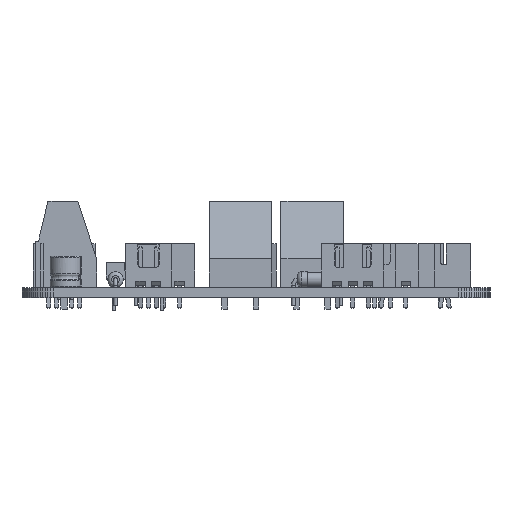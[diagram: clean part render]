
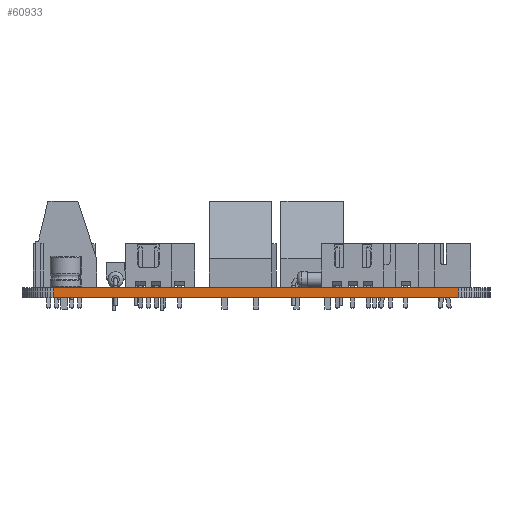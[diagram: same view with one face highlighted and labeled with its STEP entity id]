
A CAD part, front view. The second image highlights one B-rep face of the part: STEP entity #60933.
In plain terms, the highlighted planar face has unit normal (0, -1, 0).
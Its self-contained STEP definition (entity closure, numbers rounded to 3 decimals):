
#48047 = PLANE('',#48048);
#48048 = AXIS2_PLACEMENT_3D('',#48049,#48050,#48051);
#48049 = CARTESIAN_POINT('',(137.5,-115.,1.6));
#48050 = DIRECTION('',(-0.,-0.,-1.));
#48051 = DIRECTION('',(-1.,0.,0.));
#48101 = PLANE('',#48102);
#48102 = AXIS2_PLACEMENT_3D('',#48103,#48104,#48105);
#48103 = CARTESIAN_POINT('',(137.5,-115.,0.));
#48104 = DIRECTION('',(-0.,-0.,-1.));
#48105 = DIRECTION('',(-1.,0.,0.));
#49190 = VERTEX_POINT('',#49191);
#49191 = CARTESIAN_POINT('',(170.,-150.,0.));
#49205 = PLANE('',#49206);
#49206 = AXIS2_PLACEMENT_3D('',#49207,#49208,#49209);
#49207 = CARTESIAN_POINT('',(170.436,-149.981,0.));
#49208 = DIRECTION('',(0.044,-0.999,0.));
#49209 = DIRECTION('',(-0.999,-0.044,0.));
#49217 = EDGE_CURVE('',#49190,#49218,#49220,.T.);
#49218 = VERTEX_POINT('',#49219);
#49219 = CARTESIAN_POINT('',(105.,-150.,0.));
#49220 = SURFACE_CURVE('',#49221,(#49225,#49232),.PCURVE_S1.);
#49221 = LINE('',#49222,#49223);
#49222 = CARTESIAN_POINT('',(170.,-150.,0.));
#49223 = VECTOR('',#49224,1.);
#49224 = DIRECTION('',(-1.,0.,0.));
#49225 = PCURVE('',#48101,#49226);
#49226 = DEFINITIONAL_REPRESENTATION('',(#49227),#49231);
#49227 = LINE('',#49228,#49229);
#49228 = CARTESIAN_POINT('',(-32.5,-35.));
#49229 = VECTOR('',#49230,1.);
#49230 = DIRECTION('',(1.,0.));
#49231 = ( GEOMETRIC_REPRESENTATION_CONTEXT(2) 
PARAMETRIC_REPRESENTATION_CONTEXT() REPRESENTATION_CONTEXT('2D SPACE',''
  ) );
#49232 = PCURVE('',#49233,#49238);
#49233 = PLANE('',#49234);
#49234 = AXIS2_PLACEMENT_3D('',#49235,#49236,#49237);
#49235 = CARTESIAN_POINT('',(170.,-150.,0.));
#49236 = DIRECTION('',(0.,-1.,0.));
#49237 = DIRECTION('',(-1.,0.,0.));
#49238 = DEFINITIONAL_REPRESENTATION('',(#49239),#49243);
#49239 = LINE('',#49240,#49241);
#49240 = CARTESIAN_POINT('',(0.,-0.));
#49241 = VECTOR('',#49242,1.);
#49242 = DIRECTION('',(1.,0.));
#49243 = ( GEOMETRIC_REPRESENTATION_CONTEXT(2) 
PARAMETRIC_REPRESENTATION_CONTEXT() REPRESENTATION_CONTEXT('2D SPACE',''
  ) );
#49261 = PLANE('',#49262);
#49262 = AXIS2_PLACEMENT_3D('',#49263,#49264,#49265);
#49263 = CARTESIAN_POINT('',(105.,-150.,0.));
#49264 = DIRECTION('',(-0.044,-0.999,0.));
#49265 = DIRECTION('',(-0.999,0.044,0.));
#54883 = VERTEX_POINT('',#54884);
#54884 = CARTESIAN_POINT('',(170.,-150.,1.6));
#54905 = EDGE_CURVE('',#54883,#54906,#54908,.T.);
#54906 = VERTEX_POINT('',#54907);
#54907 = CARTESIAN_POINT('',(105.,-150.,1.6));
#54908 = SURFACE_CURVE('',#54909,(#54913,#54920),.PCURVE_S1.);
#54909 = LINE('',#54910,#54911);
#54910 = CARTESIAN_POINT('',(170.,-150.,1.6));
#54911 = VECTOR('',#54912,1.);
#54912 = DIRECTION('',(-1.,0.,0.));
#54913 = PCURVE('',#48047,#54914);
#54914 = DEFINITIONAL_REPRESENTATION('',(#54915),#54919);
#54915 = LINE('',#54916,#54917);
#54916 = CARTESIAN_POINT('',(-32.5,-35.));
#54917 = VECTOR('',#54918,1.);
#54918 = DIRECTION('',(1.,0.));
#54919 = ( GEOMETRIC_REPRESENTATION_CONTEXT(2) 
PARAMETRIC_REPRESENTATION_CONTEXT() REPRESENTATION_CONTEXT('2D SPACE',''
  ) );
#54920 = PCURVE('',#49233,#54921);
#54921 = DEFINITIONAL_REPRESENTATION('',(#54922),#54926);
#54922 = LINE('',#54923,#54924);
#54923 = CARTESIAN_POINT('',(0.,-1.6));
#54924 = VECTOR('',#54925,1.);
#54925 = DIRECTION('',(1.,0.));
#54926 = ( GEOMETRIC_REPRESENTATION_CONTEXT(2) 
PARAMETRIC_REPRESENTATION_CONTEXT() REPRESENTATION_CONTEXT('2D SPACE',''
  ) );
#60885 = EDGE_CURVE('',#49190,#54883,#60886,.T.);
#60886 = SURFACE_CURVE('',#60887,(#60891,#60898),.PCURVE_S1.);
#60887 = LINE('',#60888,#60889);
#60888 = CARTESIAN_POINT('',(170.,-150.,0.));
#60889 = VECTOR('',#60890,1.);
#60890 = DIRECTION('',(0.,0.,1.));
#60891 = PCURVE('',#49205,#60892);
#60892 = DEFINITIONAL_REPRESENTATION('',(#60893),#60897);
#60893 = LINE('',#60894,#60895);
#60894 = CARTESIAN_POINT('',(0.436,0.));
#60895 = VECTOR('',#60896,1.);
#60896 = DIRECTION('',(0.,-1.));
#60897 = ( GEOMETRIC_REPRESENTATION_CONTEXT(2) 
PARAMETRIC_REPRESENTATION_CONTEXT() REPRESENTATION_CONTEXT('2D SPACE',''
  ) );
#60898 = PCURVE('',#49233,#60899);
#60899 = DEFINITIONAL_REPRESENTATION('',(#60900),#60904);
#60900 = LINE('',#60901,#60902);
#60901 = CARTESIAN_POINT('',(0.,-0.));
#60902 = VECTOR('',#60903,1.);
#60903 = DIRECTION('',(0.,-1.));
#60904 = ( GEOMETRIC_REPRESENTATION_CONTEXT(2) 
PARAMETRIC_REPRESENTATION_CONTEXT() REPRESENTATION_CONTEXT('2D SPACE',''
  ) );
#60933 = ADVANCED_FACE('',(#60934),#49233,.T.);
#60934 = FACE_BOUND('',#60935,.T.);
#60935 = EDGE_LOOP('',(#60936,#60937,#60938,#60959));
#60936 = ORIENTED_EDGE('',*,*,#60885,.T.);
#60937 = ORIENTED_EDGE('',*,*,#54905,.T.);
#60938 = ORIENTED_EDGE('',*,*,#60939,.F.);
#60939 = EDGE_CURVE('',#49218,#54906,#60940,.T.);
#60940 = SURFACE_CURVE('',#60941,(#60945,#60952),.PCURVE_S1.);
#60941 = LINE('',#60942,#60943);
#60942 = CARTESIAN_POINT('',(105.,-150.,0.));
#60943 = VECTOR('',#60944,1.);
#60944 = DIRECTION('',(0.,0.,1.));
#60945 = PCURVE('',#49233,#60946);
#60946 = DEFINITIONAL_REPRESENTATION('',(#60947),#60951);
#60947 = LINE('',#60948,#60949);
#60948 = CARTESIAN_POINT('',(65.,0.));
#60949 = VECTOR('',#60950,1.);
#60950 = DIRECTION('',(0.,-1.));
#60951 = ( GEOMETRIC_REPRESENTATION_CONTEXT(2) 
PARAMETRIC_REPRESENTATION_CONTEXT() REPRESENTATION_CONTEXT('2D SPACE',''
  ) );
#60952 = PCURVE('',#49261,#60953);
#60953 = DEFINITIONAL_REPRESENTATION('',(#60954),#60958);
#60954 = LINE('',#60955,#60956);
#60955 = CARTESIAN_POINT('',(0.,0.));
#60956 = VECTOR('',#60957,1.);
#60957 = DIRECTION('',(0.,-1.));
#60958 = ( GEOMETRIC_REPRESENTATION_CONTEXT(2) 
PARAMETRIC_REPRESENTATION_CONTEXT() REPRESENTATION_CONTEXT('2D SPACE',''
  ) );
#60959 = ORIENTED_EDGE('',*,*,#49217,.F.);
